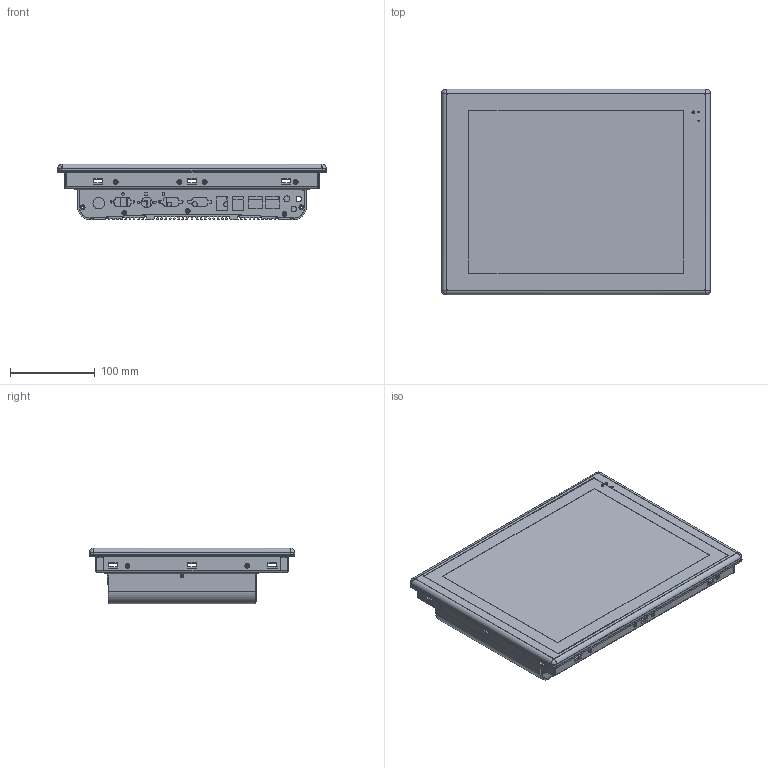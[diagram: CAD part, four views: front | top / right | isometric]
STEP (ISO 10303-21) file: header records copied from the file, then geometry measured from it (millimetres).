
FILE_DESCRIPTION (( 'STEP AP203' ), '1' );
FILE_NAME ('APPC1230T-ASM.STEP', '2015-03-04T09:58:11', ( '' ), ( '' ), 'SwSTEP 2.0', 'SolidWorks 2015', '' );
FILE_SCHEMA (( 'CONFIG_CONTROL_DESIGN' ));
Length unit declared in the file: millimetre
Products named in the file (39): 1394 pcb; User Library-LEDd3G_Open CASCADE STEP translator 6.2 685.1; User Library-LEDd3G_Extruded3; User Library-LEDd3G_Extruded1; SHARP_LQ121S1LG55; fox-1394-uf1161c-h1; User Library-LEDd3G; User Library-LEDd3G_352708816; User Library-LEDd3G_352709712; 5043330563X00 APPC1230T_FRAME_FRONT; 10102-12-3D-MODEL-CH-V1; User Library-LEDd3G_Cylinder1; User Library-LEDd3G_Extruded4; APC_3878_PANEL_ASM_ASM; 1394 OEM IO BRACKET BOX COVER; poron T_D for APPC1230T; User Library-LEDd3G_352479088; User Library-LEDd3G_352709328; 50211A0013X00 PLASTIC_PANEL; 1394 bracket; poron L_R for APPC1230T; User Library-LEDd3G_Sphere; User Library-LEDd3G_Extruded; abon A-15121; cf cover; 5060600178X00; User Library-LEDd3G_352468896; User Library-LEDd3G_352708560; 5060800217X00 APPC1230T BACK COVER; APPC1230T-ASM; 601110A094X00 IO BRACKET BOX COVER; User Library-LEDd3G_Cylinder; User Library-LEDd3G_Extruded2; User Library-LEDd3G_Extruded5; long_heatsink_cover; User Library-LEDd3G_352476064; User Library-LEDd3G_352709456; User Library-LEDd3G_352708944
Assembly tree (44 placements, depth 5):
  APPC1230T-ASM
    APC_3878_PANEL_ASM_ASM
      SHARP_LQ121S1LG55
      5043330563X00 APPC1230T_FRAME_FRONT
    50211A0013X00 PLASTIC_PANEL
    abon A-15121
    5060800217X00 APPC1230T BACK COVER
    User Library-LEDd3G
      User Library-LEDd3G_Open CASCADE STEP translator 6.2 685.1
        User Library-LEDd3G_352708944  x2
          User Library-LEDd3G_Extruded5
        User Library-LEDd3G_352709712
          User Library-LEDd3G_Extruded1
        User Library-LEDd3G_352709328  x2
          User Library-LEDd3G_Extruded4
        User Library-LEDd3G_352708560  x2
          User Library-LEDd3G_Extruded
        User Library-LEDd3G_352709456
          User Library-LEDd3G_Extruded2
        User Library-LEDd3G_352708816  x2
          User Library-LEDd3G_Extruded3
        User Library-LEDd3G_352479088
          User Library-LEDd3G_Cylinder1
        User Library-LEDd3G_352468896
          User Library-LEDd3G_Sphere
        User Library-LEDd3G_352476064
          User Library-LEDd3G_Cylinder
    10102-12-3D-MODEL-CH-V1
    poron T_D for APPC1230T  x2
    poron L_R for APPC1230T  x2
    5060600178X00
    601110A094X00 IO BRACKET BOX COVER
    long_heatsink_cover
    1394 pcb
      1394 pcb
      fox-1394-uf1161c-h1
    1394 OEM IO BRACKET BOX COVER
    1394 bracket
    cf cover
Bounding box: 317 x 243 x 66.08 mm (x, y, z)
Volume: 1618411.4 mm3; surface area: 1173109.6 mm2
Topology: 31 solids, 31 shells, 5761 faces, 16224 edges, 10650 vertices
Faces by surface type: plane 3194, cylinder 2115, cone 244, bspline 158, torus 48, sphere 2
Entity records: 217629 total; most frequent: CARTESIAN_POINT 71534, ORIENTED_EDGE 32182, DIRECTION 25712, EDGE_CURVE 16091, VERTEX_POINT 10567, LINE 8872, VECTOR 8872, AXIS2_PLACEMENT_3D 8420
